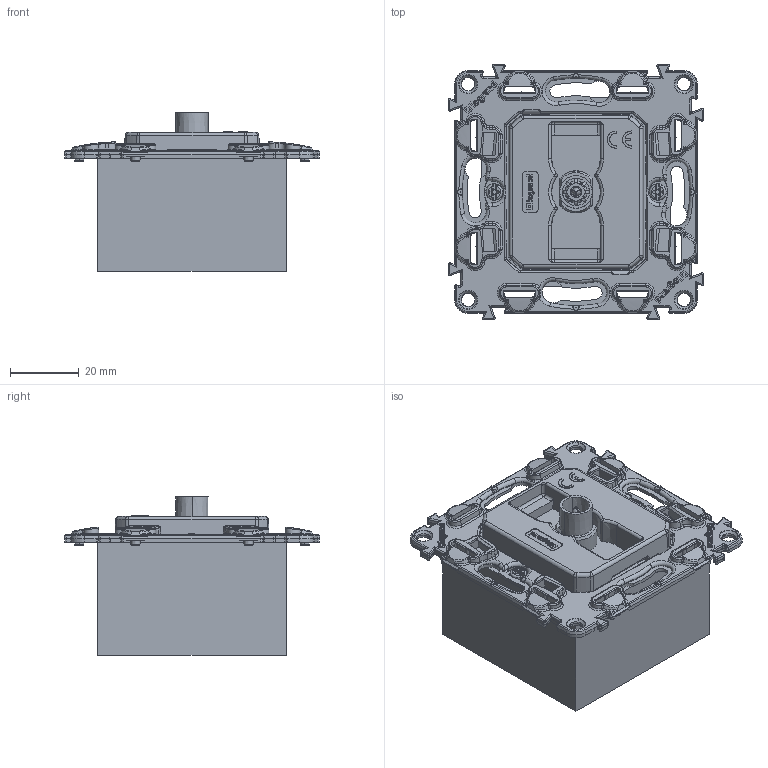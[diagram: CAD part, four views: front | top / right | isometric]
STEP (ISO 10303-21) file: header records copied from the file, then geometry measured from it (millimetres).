
FILE_DESCRIPTION(('CATIA V5 STEP Exchange','CAx-IF Rec.Pracs.--- Model Styling and Organization---1.4--- 2014-01-23'),'2;1');
FILE_NAME('753051_AllCATPart.stp','2020-02-13T10:36:56+00:00',('none'),('none'),'CATIA Version 5-6 Release 2017 SP3','CATIA V5 STEP AP214','none');
FILE_SCHEMA(('AUTOMOTIVE_DESIGN { 1 0 10303 214 1 1 1 1 }'));
Products named in the file (1): 753051_AllCATPart
Bounding box: 74.6 x 74.6 x 46.23 mm (x, y, z)
Volume: 109874 mm3; surface area: 27891 mm2
Topology: 1 solids, 11 shells, 8107 faces, 23234 edges, 15166 vertices
Faces by surface type: plane 6654, cylinder 550, bspline 420, cone 225, torus 200, sphere 36, extrusion 16, revolution 6
Entity records: 287867 total; most frequent: CARTESIAN_POINT 81152, ORIENTED_EDGE 46332, DIRECTION 33051, EDGE_CURVE 23166, VECTOR 17870, LINE 17854, VERTEX_POINT 15166, EDGE_LOOP 8278
